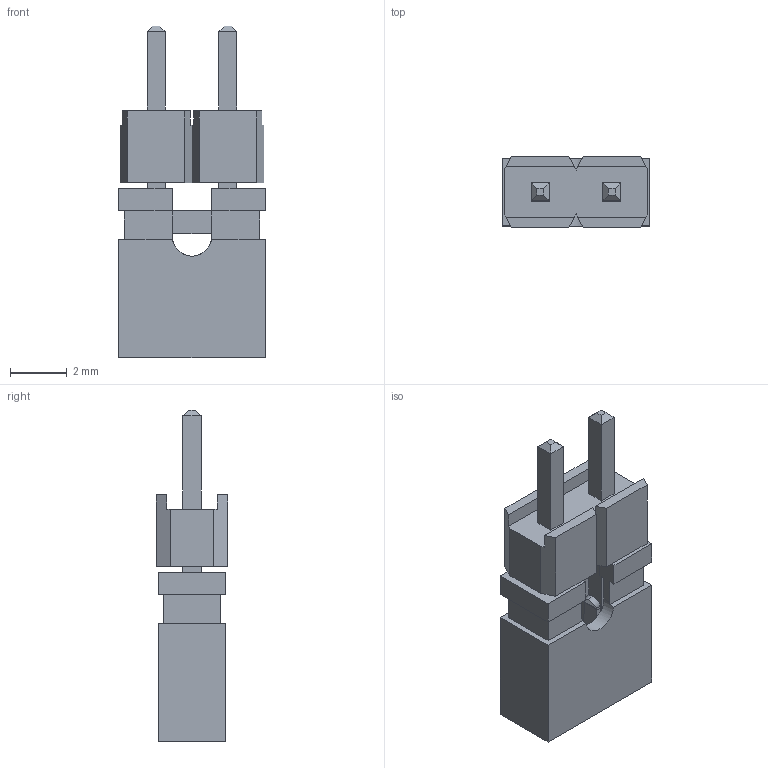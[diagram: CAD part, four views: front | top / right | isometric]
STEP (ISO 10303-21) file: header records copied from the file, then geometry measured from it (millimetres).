
FILE_DESCRIPTION (( 'STEP AP214' ), '1' );
FILE_NAME ('2 pin+jumper.STEP', '2024-03-08T12:07:32', ( '' ), ( '' ), 'SwSTEP 2.0', 'SolidWorks 2024', '' );
FILE_SCHEMA (( 'AUTOMOTIVE_DESIGN' ));
Length unit declared in the file: millimetre
Products named in the file (3): 2 pin jumper; 2 pin+jumper; Connector 2 PIN Wurth
Assembly tree (2 placements, depth 2):
  2 pin+jumper
    2 pin jumper
    Connector 2 PIN Wurth
Bounding box: 5.2 x 2.54 x 11.74 mm (x, y, z)
Volume: 76.4 mm3; surface area: 357.2 mm2
Topology: 5 solids, 5 shells, 237 faces, 572 edges, 344 vertices
Faces by surface type: plane 201, cylinder 36
Entity records: 9028 total; most frequent: CARTESIAN_POINT 1158, ORIENTED_EDGE 1144, DIRECTION 1132, EDGE_CURVE 572, VECTOR 496, LINE 496, VERTEX_POINT 344, AXIS2_PLACEMENT_3D 318
